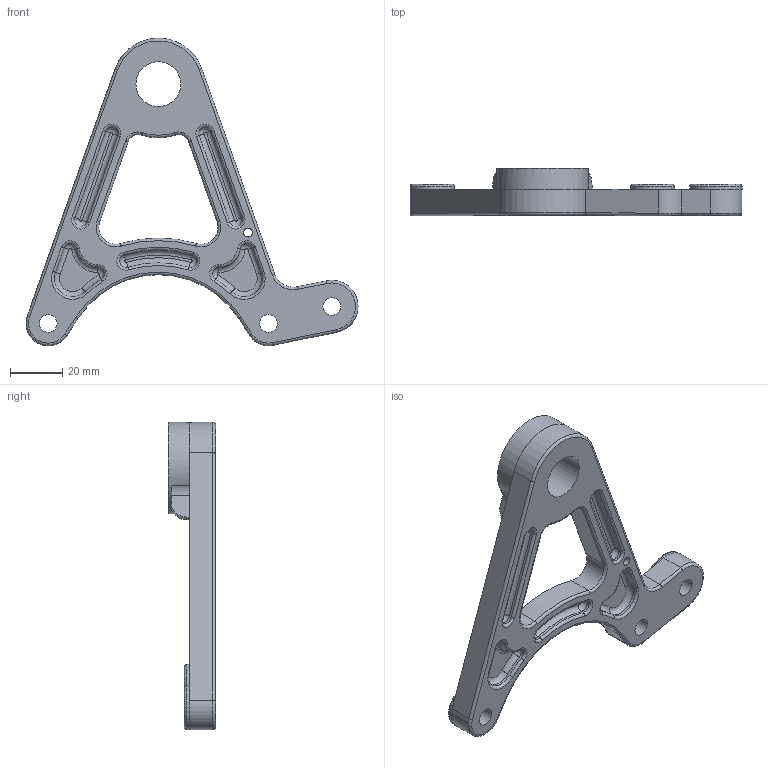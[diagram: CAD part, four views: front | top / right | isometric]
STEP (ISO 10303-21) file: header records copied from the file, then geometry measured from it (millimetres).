
FILE_DESCRIPTION(('FreeCAD Model'),'2;1');
FILE_NAME( 'Support disque arriere v6.step', '2019-10-20T19:05:40',('Author'),(''), 'Open CASCADE STEP processor 7.3','FreeCAD','Unknown');
FILE_SCHEMA(('AUTOMOTIVE_DESIGN { 1 0 10303 214 1 1 1 1 }'));
Length unit declared in the file: millimetre
Products named in the file (1): Fillet_6mm
Bounding box: 126.65 x 18 x 117.3 mm (x, y, z)
Volume: 53247.5 mm3; surface area: 19720.4 mm2
Topology: 1 solids, 1 shells, 151 faces, 354 edges, 211 vertices
Faces by surface type: cylinder 66, torus 41, plane 34, revolution 10
Full cylindrical faces by diameter (mm): 3.3 x1, 6.75 x3, 13.5 x1, 17 x2, 17.1 x1, 20 x1, 35 x1
Entity records: 9242 total; most frequent: CARTESIAN_POINT 2075, DIRECTION 1395, ORIENTED_EDGE 708, PCURVE 708, DEFINITIONAL_REPRESENTATION 708, LINE 585, VECTOR 585, AXIS2_PLACEMENT_3D 368
